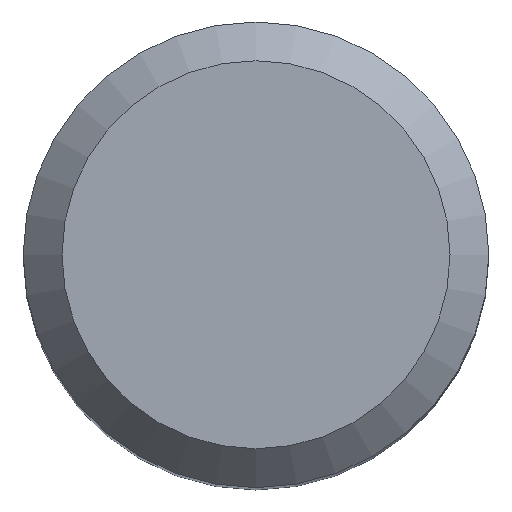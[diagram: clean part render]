
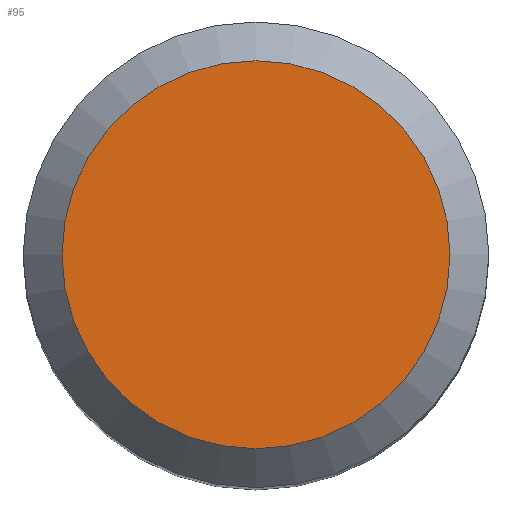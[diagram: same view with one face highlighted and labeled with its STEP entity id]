
A CAD part, top view. The second image highlights one B-rep face of the part: STEP entity #95.
In plain terms, the highlighted planar face has unit normal (0, 0, 1).
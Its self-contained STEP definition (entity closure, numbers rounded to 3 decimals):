
#38 = DIRECTION ( 'NONE',  ( 0., 0., -1. ) ) ;
#45 = DIRECTION ( 'NONE',  ( 0., 1., 0. ) ) ;
#47 = AXIS2_PLACEMENT_3D ( 'NONE', #48, #70, #136 ) ;
#48 = CARTESIAN_POINT ( 'NONE',  ( 0., 0., 102. ) ) ;
#60 = ORIENTED_EDGE ( 'NONE', *, *, #196, .F. ) ;
#65 = CIRCLE ( 'NONE', #114, 5. ) ;
#70 = DIRECTION ( 'NONE',  ( 0., 0., -1. ) ) ;
#71 = CARTESIAN_POINT ( 'NONE',  ( 0., 0., 102. ) ) ;
#77 = VERTEX_POINT ( 'NONE', #226 ) ;
#95 = ADVANCED_FACE ( 'NONE', ( #172 ), #115, .F. ) ;
#114 = AXIS2_PLACEMENT_3D ( 'NONE', #71, #38, #45 ) ;
#115 = PLANE ( 'NONE',  #47 ) ;
#136 = DIRECTION ( 'NONE',  ( 0., 1., 0. ) ) ;
#171 = EDGE_LOOP ( 'NONE', ( #60 ) ) ;
#172 = FACE_OUTER_BOUND ( 'NONE', #171, .T. ) ;
#196 = EDGE_CURVE ( 'NONE', #77, #77, #65, .T. ) ;
#226 = CARTESIAN_POINT ( 'NONE',  ( 0., 5., 102. ) ) ;
